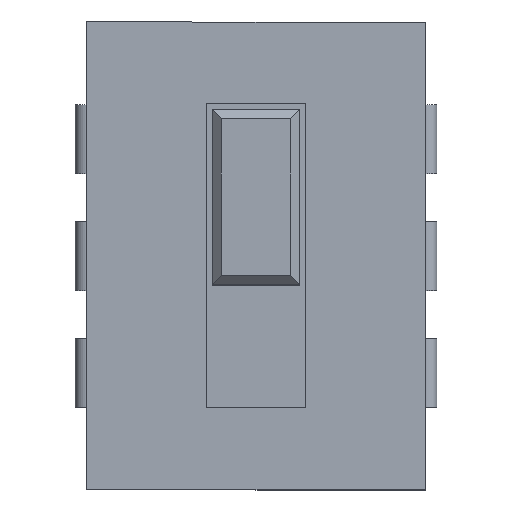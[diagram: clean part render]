
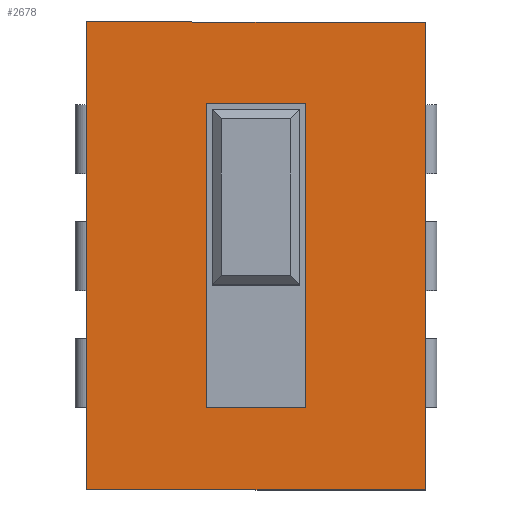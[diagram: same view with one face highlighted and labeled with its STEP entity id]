
A CAD part, top view. The second image highlights one B-rep face of the part: STEP entity #2678.
In plain terms, the highlighted free-form (B-spline) face has degree [1, 1] with [2, 2] control points.
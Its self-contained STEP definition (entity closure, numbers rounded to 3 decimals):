
#2542=CARTESIAN_POINT('',(-1.08,3.3,5.52));
#2543=VERTEX_POINT('',#2542);
#2550=CARTESIAN_POINT('',(-1.08,-3.3,5.52));
#2551=VERTEX_POINT('',#2550);
#2552=CARTESIAN_POINT('',(-1.08,-3.3,5.52));
#2553=DIRECTION('',(0.0,1.0,0.0));
#2554=VECTOR('',#2553,6.6);
#2555=LINE('',#2552,#2554);
#2556=EDGE_CURVE('',#2551,#2543,#2555,.T.);
#2573=CARTESIAN_POINT('',(1.08,3.3,5.52));
#2574=VERTEX_POINT('',#2573);
#2581=CARTESIAN_POINT('',(-1.08,3.3,5.52));
#2582=DIRECTION('',(1.0,0.0,0.0));
#2583=VECTOR('',#2582,2.16);
#2584=LINE('',#2581,#2583);
#2585=EDGE_CURVE('',#2543,#2574,#2584,.T.);
#2597=CARTESIAN_POINT('',(1.08,-3.3,5.52));
#2598=VERTEX_POINT('',#2597);
#2605=CARTESIAN_POINT('',(1.08,3.3,5.52));
#2606=DIRECTION('',(0.0,-1.0,0.0));
#2607=VECTOR('',#2606,6.6);
#2608=LINE('',#2605,#2607);
#2609=EDGE_CURVE('',#2574,#2598,#2608,.T.);
#2622=CARTESIAN_POINT('',(1.08,-3.3,5.52));
#2623=DIRECTION('',(-1.0,0.0,0.0));
#2624=VECTOR('',#2623,2.16);
#2625=LINE('',#2622,#2624);
#2626=EDGE_CURVE('',#2598,#2551,#2625,.T.);
#2633=CARTESIAN_POINT('',(3.68,-5.08,5.52));
#2634=CARTESIAN_POINT('',(3.68,5.08,5.52));
#2635=CARTESIAN_POINT('',(-3.68,-5.08,5.52));
#2636=CARTESIAN_POINT('',(-3.68,5.08,5.52));
#2637=B_SPLINE_SURFACE_WITH_KNOTS('',1,1,((#2633,#2635),(#2634,#2636)),.UNSPECIFIED.,.F.,.F.,.U.,(2,2),(2,2),(0.0,10.16),(0.0,7.36),.UNSPECIFIED.);
#2638=CARTESIAN_POINT('',(-3.68,5.08,5.52));
#2639=VERTEX_POINT('',#2638);
#2640=CARTESIAN_POINT('',(3.68,5.08,5.52));
#2641=VERTEX_POINT('',#2640);
#2642=CARTESIAN_POINT('',(-3.68,5.08,5.52));
#2643=DIRECTION('',(1.0,0.0,0.0));
#2644=VECTOR('',#2643,7.36);
#2645=LINE('',#2642,#2644);
#2646=EDGE_CURVE('',#2639,#2641,#2645,.T.);
#2647=ORIENTED_EDGE('',*,*,#2646,.F.);
#2648=CARTESIAN_POINT('',(-3.68,-5.08,5.52));
#2649=VERTEX_POINT('',#2648);
#2650=CARTESIAN_POINT('',(-3.68,-5.08,5.52));
#2651=DIRECTION('',(0.0,1.0,0.0));
#2652=VECTOR('',#2651,10.16);
#2653=LINE('',#2650,#2652);
#2654=EDGE_CURVE('',#2649,#2639,#2653,.T.);
#2655=ORIENTED_EDGE('',*,*,#2654,.F.);
#2656=CARTESIAN_POINT('',(3.68,-5.08,5.52));
#2657=VERTEX_POINT('',#2656);
#2658=CARTESIAN_POINT('',(3.68,-5.08,5.52));
#2659=DIRECTION('',(-1.0,0.0,0.0));
#2660=VECTOR('',#2659,7.36);
#2661=LINE('',#2658,#2660);
#2662=EDGE_CURVE('',#2657,#2649,#2661,.T.);
#2663=ORIENTED_EDGE('',*,*,#2662,.F.);
#2664=CARTESIAN_POINT('',(3.68,5.08,5.52));
#2665=DIRECTION('',(0.0,-1.0,0.0));
#2666=VECTOR('',#2665,10.16);
#2667=LINE('',#2664,#2666);
#2668=EDGE_CURVE('',#2641,#2657,#2667,.T.);
#2669=ORIENTED_EDGE('',*,*,#2668,.F.);
#2670=EDGE_LOOP('',(#2647,#2655,#2663,#2669));
#2671=FACE_OUTER_BOUND('',#2670,.T.);
#2672=ORIENTED_EDGE('',*,*,#2556,.T.);
#2673=ORIENTED_EDGE('',*,*,#2585,.T.);
#2674=ORIENTED_EDGE('',*,*,#2609,.T.);
#2675=ORIENTED_EDGE('',*,*,#2626,.T.);
#2676=EDGE_LOOP('',(#2672,#2673,#2674,#2675));
#2677=FACE_BOUND('',#2676,.T.);
#2678=ADVANCED_FACE('',(#2671,#2677),#2637,.T.);
